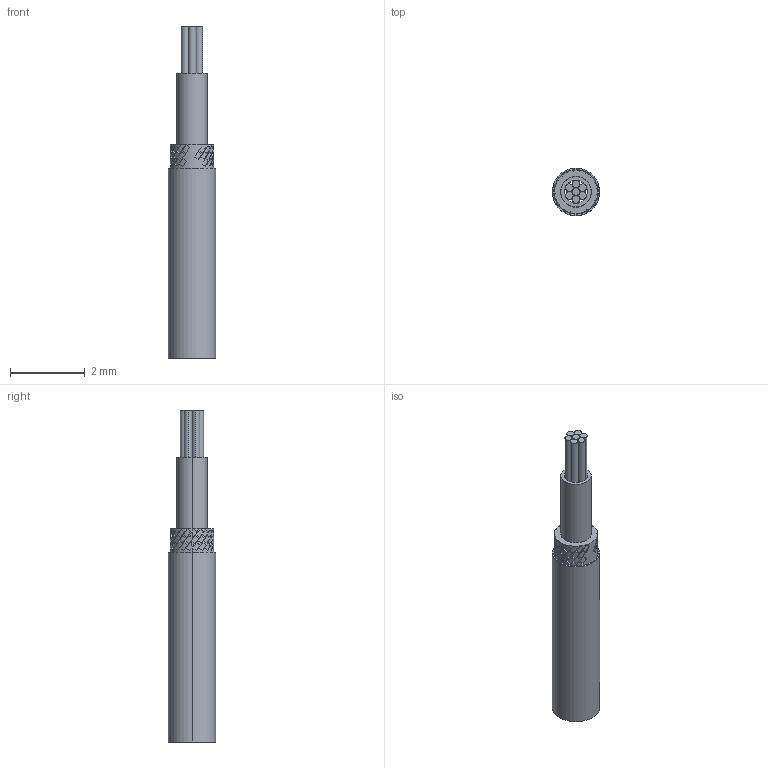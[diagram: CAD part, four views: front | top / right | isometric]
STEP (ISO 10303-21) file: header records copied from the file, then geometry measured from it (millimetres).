
FILE_DESCRIPTION (( 'STEP AP203' ), '1' );
FILE_NAME ('A7326-1-WR.STEP', '2013-11-19T12:37:24', ( '' ), ( '' ), 'SwSTEP 2.0', 'SolidWorks 2012', '' );
FILE_SCHEMA (( 'CONFIG_CONTROL_DESIGN' ));
Length unit declared in the file: inch
Products named in the file (1): A7326-1-WR
Bounding box: 1.27 x 1.27 x 8.89 mm (x, y, z)
Volume: 7.4 mm3; surface area: 152.4 mm2
Topology: 10 solids, 10 shells, 330 faces, 785 edges, 523 vertices
Faces by surface type: bspline 224, cylinder 86, plane 20
Entity records: 10589 total; most frequent: CARTESIAN_POINT 4844, ORIENTED_EDGE 1570, EDGE_CURVE 785, B_SPLINE_CURVE_WITH_KNOTS 695, VERTEX_POINT 523, EDGE_LOOP 384, DIRECTION 356, FACE_OUTER_BOUND 330
